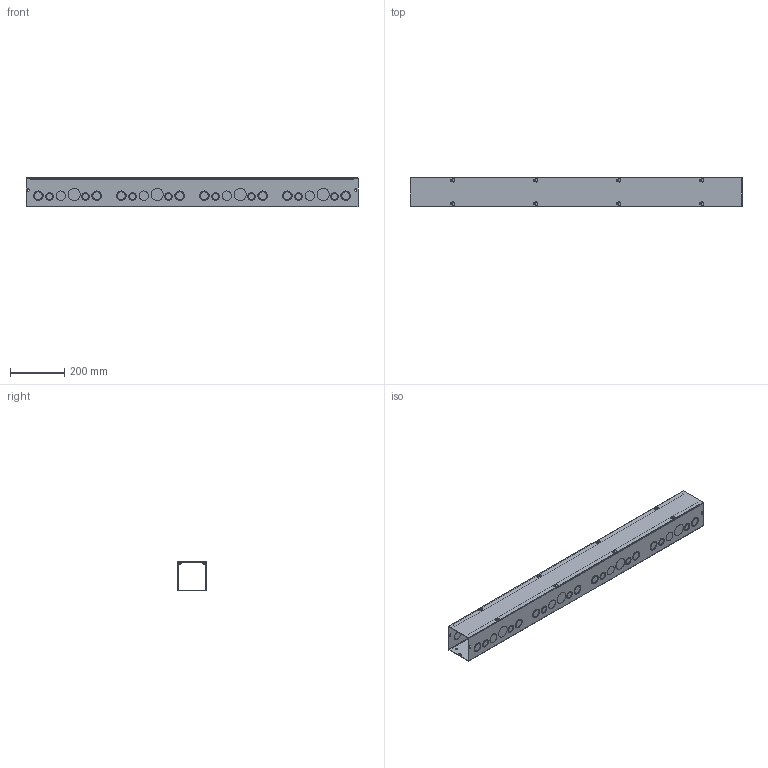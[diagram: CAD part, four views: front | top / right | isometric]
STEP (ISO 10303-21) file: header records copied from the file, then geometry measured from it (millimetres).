
FILE_DESCRIPTION(/* description */ ('WW, S, BLR, GALV, 4X4X48'),/* implementation_level */ '2;1');
FILE_NAME(/* name */ 'S4448G.stp',/* time_stamp */ '2017-06-23T19:56:34+05:00',/* author */ ('vdas'),/* organization */ (''),/* preprocessor_version */ 'ST-DEVELOPER v16.1',/* originating_system */ 'Autodesk Inventor 2016',/* authorisation */ '');
FILE_SCHEMA (('AUTOMOTIVE_DESIGN { 1 0 10303 214 3 1 1 }'));
Length unit declared in the file: inch
Products named in the file (4): S4448GBLR; S4448GLID; 372141; S4448G
Assembly tree (10 placements, depth 2):
  S4448G
    S4448GBLR
    S4448GLID
    372141  x8
Bounding box: 1219.2 x 106.35 x 109.79 mm (x, y, z)
Volume: 881636.7 mm3; surface area: 1098902.2 mm2
Topology: 10 solids, 10 shells, 928 faces, 2076 edges, 1256 vertices
Faces by surface type: plane 360, cylinder 224, cone 216, torus 112, bspline 16
Full cylindrical faces by diameter (mm): 4.089 x8, 4.595 x64, 6.35 x4, 7.938 x8, 22.225 x16, 28.575 x32, 34.925 x24, 44.45 x8
Entity records: 10918 total; most frequent: CARTESIAN_POINT 2219, DIRECTION 1810, ORIENTED_EDGE 1392, AXIS2_PLACEMENT_3D 765, EDGE_CURVE 696, EDGE_LOOP 670, VERTEX_POINT 530, FACE_OUTER_BOUND 395
